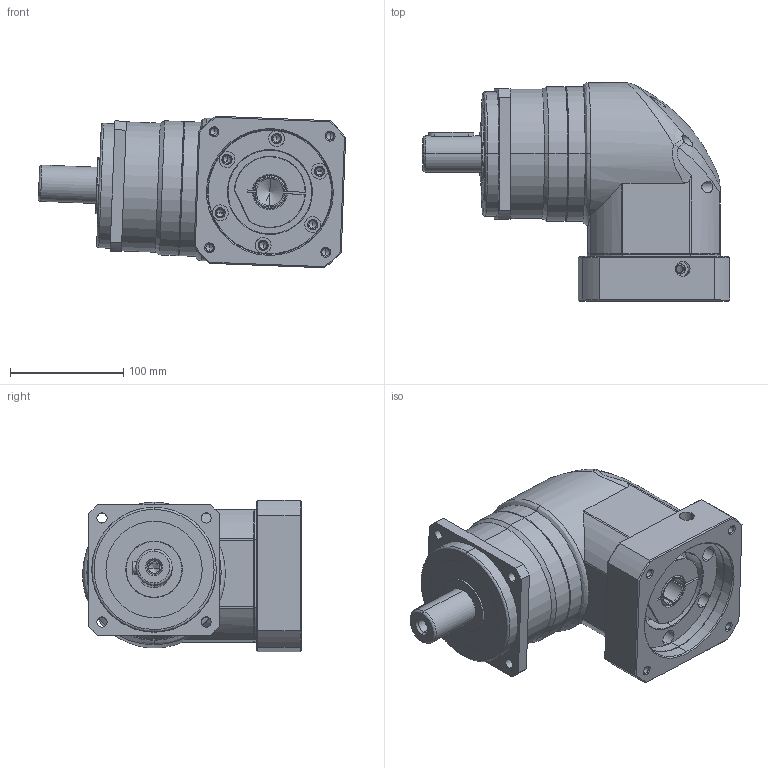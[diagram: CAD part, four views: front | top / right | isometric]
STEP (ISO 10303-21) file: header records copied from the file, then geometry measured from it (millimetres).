
FILE_DESCRIPTION (( 'STEP AP214' ), '1' );
FILE_NAME ('PBL115-L1-24-110-145M8.STEP', '2024-01-06T02:08:29', ( 'admin' ), ( '' ), 'SwSTEP 2.0', 'SolidWorks 2013', '' );
FILE_SCHEMA (( 'AUTOMOTIVE_DESIGN' ));
Length unit declared in the file: millimetre
Products named in the file (5): PBL115-L1-24-110-145M8; SDL115-24; SBL115_X2_8F9351658F7495017D2773AF_X0_-24; SBL115-110-145M8; PB115_X2_8F9351FA7AEF_X0_
Assembly tree (4 placements, depth 2):
  PBL115-L1-24-110-145M8
    SDL115-24
    SBL115_X2_8F9351658F7495017D2773AF_X0_-24
    SBL115-110-145M8
    PB115_X2_8F9351FA7AEF_X0_
Bounding box: 271.29 x 193 x 133.8 mm (x, y, z)
Volume: 3028199.1 mm3; surface area: 266731.2 mm2
Topology: 8 solids, 8 shells, 455 faces, 1131 edges, 687 vertices
Faces by surface type: cylinder 205, cone 120, plane 104, bspline 24, torus 2
Entity records: 25358 total; most frequent: CARTESIAN_POINT 9803, ORIENTED_EDGE 2138, DIRECTION 2100, EDGE_CURVE 1069, AXIS2_PLACEMENT_3D 827, VERTEX_POINT 681, EDGE_LOOP 550, UNCERTAINTY_MEASURE_WITH_UNIT 472
